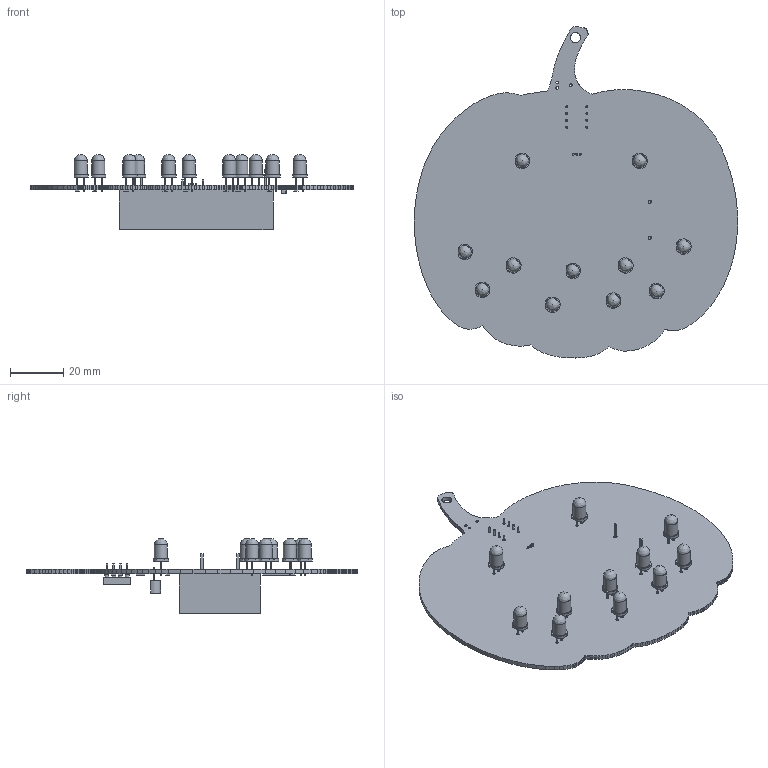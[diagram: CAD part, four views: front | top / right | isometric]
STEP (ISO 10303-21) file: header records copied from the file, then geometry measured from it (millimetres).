
FILE_DESCRIPTION(('KiCad electronic assembly'),'2;1');
FILE_NAME('PCB.step','2019-10-04T18:25:45',('An Author'),('A Company'), 'Open CASCADE STEP processor 6.9','KiCad to STEP converter','Unknown' );
FILE_SCHEMA(('AUTOMOTIVE_DESIGN { 1 0 10303 214 1 1 1 1 }'));
Length unit declared in the file: millimetre
Products named in the file (14): Open CASCADE STEP translator 6.9 1; BC2AAPC; SOLID; R_1206_3216Metric; C_1206_3216Metric; DIP-8_W7.62mm_Socket; TO-92_Inline; LED_D5.0mm; COMPOUND
Assembly tree (36 placements, depth 3):
  Open CASCADE STEP translator 6.9 1
    BC2AAPC
      SOLID
    R_1206_3216Metric  x14
      SOLID
    C_1206_3216Metric
      SOLID
    DIP-8_W7.62mm_Socket
      SOLID
    TO-92_Inline
      SOLID
    LED_D5.0mm  x11
      SOLID
    COMPOUND
Bounding box: 121.59 x 124.86 x 28.3 mm (x, y, z)
Volume: 44941.5 mm3; surface area: 30630.6 mm2
Topology: 30 solids, 30 shells, 1158 faces, 2986 edges, 1962 vertices
Faces by surface type: bspline 749, plane 370, cylinder 39
Full cylindrical faces by diameter (mm): 0.75 x3, 0.8 x8, 0.9 x22, 0.991 x3, 1.25 x2, 3.81 x1
Entity records: 45748 total; most frequent: CARTESIAN_POINT 12274, DIRECTION 4633, LINE 3507, VECTOR 3507, ORIENTED_EDGE 3502, PCURVE 3502, DEFINITIONAL_REPRESENTATION 3502, EDGE_CURVE 1751
